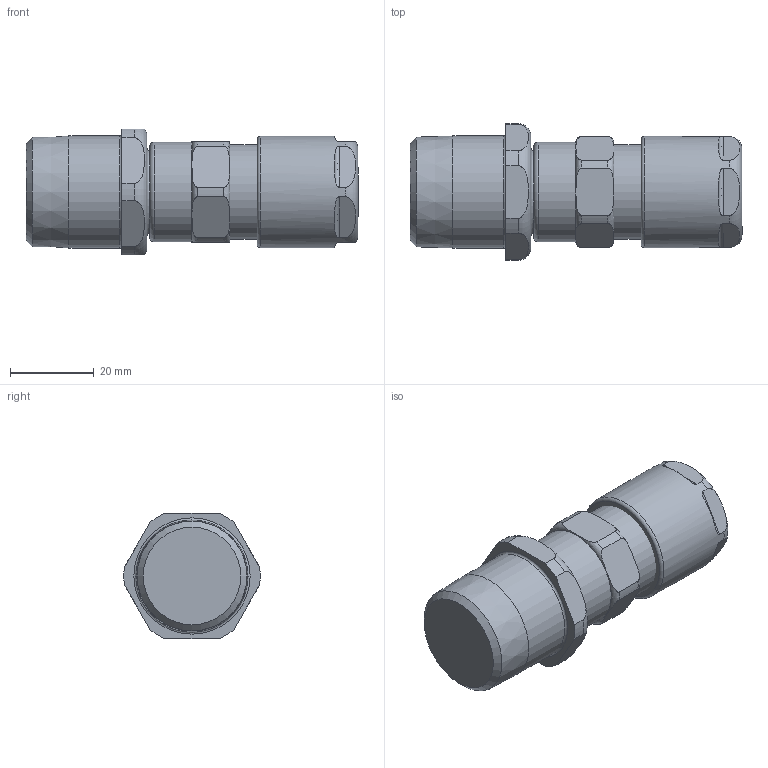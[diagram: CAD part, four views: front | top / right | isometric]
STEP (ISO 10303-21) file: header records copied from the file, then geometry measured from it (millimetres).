
FILE_DESCRIPTION(/* description */ (''),/* implementation_level */ '2;1');
FILE_NAME(/* name */ '151_RAC_X O_3_4_NPT.stp',/* time_stamp */ '2021-05-21T22:31:42+05:00',/* author */ ('vinaykumark'),/* organization */ (''),/* preprocessor_version */ 'ST-DEVELOPER v18',/* originating_system */ 'Autodesk Inventor 2020',/* authorisation */ '');
FILE_SCHEMA (('AUTOMOTIVE_DESIGN { 1 0 10303 214 3 1 1 }'));
Length unit declared in the file: inch
Products named in the file (1): 151_RAC_X O_3_4_NPT
Bounding box: 79.05 x 32.47 x 30 mm (x, y, z)
Volume: 56343 mm3; surface area: 19511.7 mm2
Topology: 9 solids, 9 shells, 428 faces, 1188 edges, 782 vertices
Faces by surface type: plane 134, torus 115, cylinder 92, cone 81, bspline 6
Full cylindrical faces by diameter (mm): 12 x2, 16 x1, 16.05 x1, 18 x1, 19 x3, 19.15 x1, 20.637 x1, 22.6 x1, 23 x1, 23.65 x1, 24 x1, 26.5 x1, 26.67 x1
Entity records: 16662 total; most frequent: CARTESIAN_POINT 5560, ORIENTED_EDGE 2376, DIRECTION 2177, EDGE_CURVE 1188, AXIS2_PLACEMENT_3D 942, VERTEX_POINT 782, CIRCLE 519, EDGE_LOOP 436
